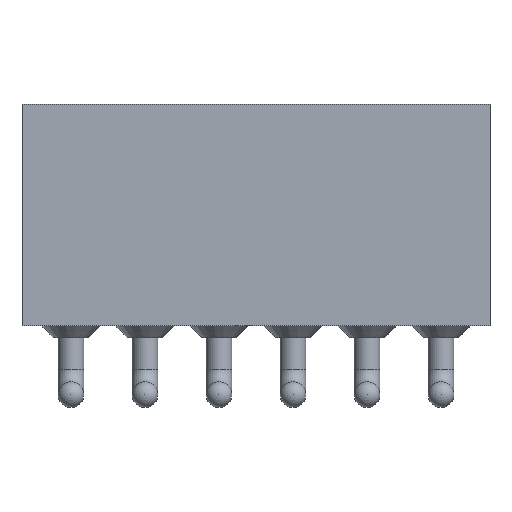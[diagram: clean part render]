
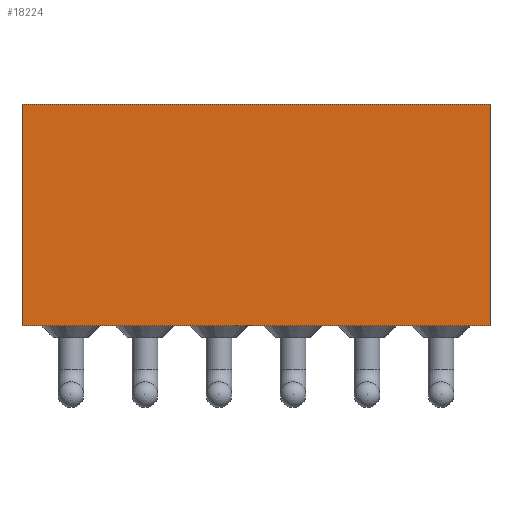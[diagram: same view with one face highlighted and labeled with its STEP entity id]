
A CAD part, front view. The second image highlights one B-rep face of the part: STEP entity #18224.
In plain terms, the highlighted planar face has unit normal (0, -1, 0).
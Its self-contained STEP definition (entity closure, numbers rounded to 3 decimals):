
#1335 = PLANE('',#1336);
#1336 = AXIS2_PLACEMENT_3D('',#1337,#1338,#1339);
#1337 = CARTESIAN_POINT('',(-24.255,10.426,
    -0.88));
#1338 = DIRECTION('',(0.,0.,1.));
#1339 = DIRECTION('',(0.,1.,0.));
#16411 = PLANE('',#16412);
#16412 = AXIS2_PLACEMENT_3D('',#16413,#16414,#16415);
#16413 = CARTESIAN_POINT('',(-17.7,10.591,
    1.02));
#16414 = DIRECTION('',(1.,0.,0.));
#16415 = DIRECTION('',(0.,0.,-1.));
#16436 = VERTEX_POINT('',#16437);
#16437 = CARTESIAN_POINT('',(-17.7,8.966,
    2.92));
#16451 = PLANE('',#16452);
#16452 = AXIS2_PLACEMENT_3D('',#16453,#16454,#16455);
#16453 = CARTESIAN_POINT('',(-24.89,11.226,
    2.92));
#16454 = DIRECTION('',(0.,0.,1.));
#16455 = DIRECTION('',(1.,0.,0.));
#16463 = EDGE_CURVE('',#16436,#16464,#16466,.T.);
#16464 = VERTEX_POINT('',#16465);
#16465 = CARTESIAN_POINT('',(-17.7,8.966,
    -0.88));
#16466 = SURFACE_CURVE('',#16467,(#16471,#16478),.PCURVE_S1.);
#16467 = LINE('',#16468,#16469);
#16468 = CARTESIAN_POINT('',(-17.7,8.966,
    1.02));
#16469 = VECTOR('',#16470,1.);
#16470 = DIRECTION('',(0.,0.,-1.));
#16471 = PCURVE('',#16411,#16472);
#16472 = DEFINITIONAL_REPRESENTATION('',(#16473),#16477);
#16473 = LINE('',#16474,#16475);
#16474 = CARTESIAN_POINT('',(0.,-1.625));
#16475 = VECTOR('',#16476,1.);
#16476 = DIRECTION('',(1.,0.));
#16477 = ( GEOMETRIC_REPRESENTATION_CONTEXT(2) 
PARAMETRIC_REPRESENTATION_CONTEXT() REPRESENTATION_CONTEXT('2D SPACE',''
  ) );
#16478 = PCURVE('',#16479,#16484);
#16479 = PLANE('',#16480);
#16480 = AXIS2_PLACEMENT_3D('',#16481,#16482,#16483);
#16481 = CARTESIAN_POINT('',(-19.175,8.966,
    1.02));
#16482 = DIRECTION('',(0.,1.,0.));
#16483 = DIRECTION('',(0.,0.,1.));
#16484 = DEFINITIONAL_REPRESENTATION('',(#16485),#16489);
#16485 = LINE('',#16486,#16487);
#16486 = CARTESIAN_POINT('',(0.,1.475));
#16487 = VECTOR('',#16488,1.);
#16488 = DIRECTION('',(-1.,0.));
#16489 = ( GEOMETRIC_REPRESENTATION_CONTEXT(2) 
PARAMETRIC_REPRESENTATION_CONTEXT() REPRESENTATION_CONTEXT('2D SPACE',''
  ) );
#17846 = PLANE('',#17847);
#17847 = AXIS2_PLACEMENT_3D('',#17848,#17849,#17850);
#17848 = CARTESIAN_POINT('',(-25.73,10.591,
    1.02));
#17849 = DIRECTION('',(-1.,0.,0.));
#17850 = DIRECTION('',(0.,0.,1.));
#17866 = VERTEX_POINT('',#17867);
#17867 = CARTESIAN_POINT('',(-25.73,8.966,
    -0.88));
#17888 = EDGE_CURVE('',#17866,#17889,#17891,.T.);
#17889 = VERTEX_POINT('',#17890);
#17890 = CARTESIAN_POINT('',(-25.73,8.966,
    2.92));
#17891 = SURFACE_CURVE('',#17892,(#17896,#17903),.PCURVE_S1.);
#17892 = LINE('',#17893,#17894);
#17893 = CARTESIAN_POINT('',(-25.73,8.966,
    1.02));
#17894 = VECTOR('',#17895,1.);
#17895 = DIRECTION('',(0.,0.,1.));
#17896 = PCURVE('',#17846,#17897);
#17897 = DEFINITIONAL_REPRESENTATION('',(#17898),#17902);
#17898 = LINE('',#17899,#17900);
#17899 = CARTESIAN_POINT('',(0.,-1.625));
#17900 = VECTOR('',#17901,1.);
#17901 = DIRECTION('',(1.,0.));
#17902 = ( GEOMETRIC_REPRESENTATION_CONTEXT(2) 
PARAMETRIC_REPRESENTATION_CONTEXT() REPRESENTATION_CONTEXT('2D SPACE',''
  ) );
#17903 = PCURVE('',#16479,#17904);
#17904 = DEFINITIONAL_REPRESENTATION('',(#17905),#17909);
#17905 = LINE('',#17906,#17907);
#17906 = CARTESIAN_POINT('',(0.,-6.555));
#17907 = VECTOR('',#17908,1.);
#17908 = DIRECTION('',(1.,0.));
#17909 = ( GEOMETRIC_REPRESENTATION_CONTEXT(2) 
PARAMETRIC_REPRESENTATION_CONTEXT() REPRESENTATION_CONTEXT('2D SPACE',''
  ) );
#17935 = EDGE_CURVE('',#16464,#17866,#17936,.T.);
#17936 = SURFACE_CURVE('',#17937,(#17941,#17948),.PCURVE_S1.);
#17937 = LINE('',#17938,#17939);
#17938 = CARTESIAN_POINT('',(-21.715,8.966,
    -0.88));
#17939 = VECTOR('',#17940,1.);
#17940 = DIRECTION('',(-1.,0.,0.));
#17941 = PCURVE('',#1335,#17942);
#17942 = DEFINITIONAL_REPRESENTATION('',(#17943),#17947);
#17943 = LINE('',#17944,#17945);
#17944 = CARTESIAN_POINT('',(-1.46,-2.54));
#17945 = VECTOR('',#17946,1.);
#17946 = DIRECTION('',(0.,1.));
#17947 = ( GEOMETRIC_REPRESENTATION_CONTEXT(2) 
PARAMETRIC_REPRESENTATION_CONTEXT() REPRESENTATION_CONTEXT('2D SPACE',''
  ) );
#17948 = PCURVE('',#16479,#17949);
#17949 = DEFINITIONAL_REPRESENTATION('',(#17950),#17954);
#17950 = LINE('',#17951,#17952);
#17951 = CARTESIAN_POINT('',(-1.9,-2.54));
#17952 = VECTOR('',#17953,1.);
#17953 = DIRECTION('',(0.,-1.));
#17954 = ( GEOMETRIC_REPRESENTATION_CONTEXT(2) 
PARAMETRIC_REPRESENTATION_CONTEXT() REPRESENTATION_CONTEXT('2D SPACE',''
  ) );
#18160 = EDGE_CURVE('',#17889,#16436,#18161,.T.);
#18161 = SURFACE_CURVE('',#18162,(#18166,#18173),.PCURVE_S1.);
#18162 = LINE('',#18163,#18164);
#18163 = CARTESIAN_POINT('',(-27.113,8.966,
    2.92));
#18164 = VECTOR('',#18165,1.);
#18165 = DIRECTION('',(1.,0.,0.));
#18166 = PCURVE('',#16451,#18167);
#18167 = DEFINITIONAL_REPRESENTATION('',(#18168),#18172);
#18168 = LINE('',#18169,#18170);
#18169 = CARTESIAN_POINT('',(-2.223,-2.26));
#18170 = VECTOR('',#18171,1.);
#18171 = DIRECTION('',(1.,0.));
#18172 = ( GEOMETRIC_REPRESENTATION_CONTEXT(2) 
PARAMETRIC_REPRESENTATION_CONTEXT() REPRESENTATION_CONTEXT('2D SPACE',''
  ) );
#18173 = PCURVE('',#16479,#18174);
#18174 = DEFINITIONAL_REPRESENTATION('',(#18175),#18179);
#18175 = LINE('',#18176,#18177);
#18176 = CARTESIAN_POINT('',(1.9,-7.938));
#18177 = VECTOR('',#18178,1.);
#18178 = DIRECTION('',(0.,1.));
#18179 = ( GEOMETRIC_REPRESENTATION_CONTEXT(2) 
PARAMETRIC_REPRESENTATION_CONTEXT() REPRESENTATION_CONTEXT('2D SPACE',''
  ) );
#18224 = ADVANCED_FACE('',(#18225),#16479,.F.);
#18225 = FACE_BOUND('',#18226,.T.);
#18226 = EDGE_LOOP('',(#18227,#18228,#18229,#18230));
#18227 = ORIENTED_EDGE('',*,*,#18160,.F.);
#18228 = ORIENTED_EDGE('',*,*,#17888,.F.);
#18229 = ORIENTED_EDGE('',*,*,#17935,.F.);
#18230 = ORIENTED_EDGE('',*,*,#16463,.F.);
